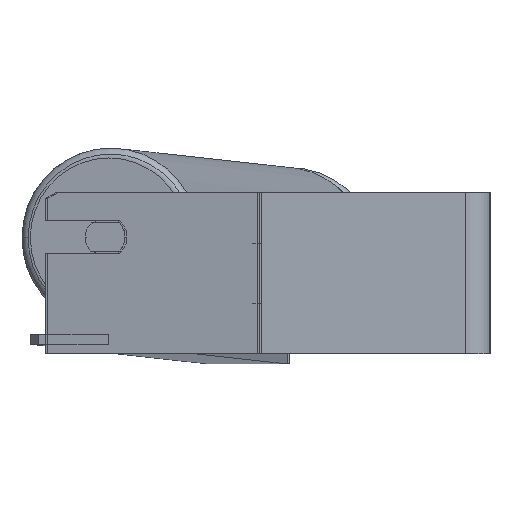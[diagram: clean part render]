
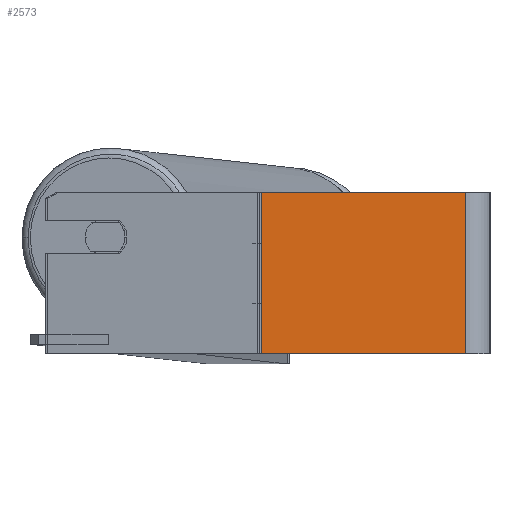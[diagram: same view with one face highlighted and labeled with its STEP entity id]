
A CAD part, left-side view. The second image highlights one B-rep face of the part: STEP entity #2573.
In plain terms, the highlighted planar face has unit normal (-1, 0, 0).
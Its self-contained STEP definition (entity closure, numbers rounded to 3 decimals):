
#359 = CARTESIAN_POINT ( 'NONE',  ( -800., 12., -40. ) ) ;
#474 = EDGE_CURVE ( 'NONE', #2862, #9097, #7770, .T. ) ;
#771 = ORIENTED_EDGE ( 'NONE', *, *, #3570, .F. ) ;
#1501 = VECTOR ( 'NONE', #8565, 1000. ) ;
#1584 = EDGE_LOOP ( 'NONE', ( #7764, #3620, #771, #7941 ) ) ;
#1712 = DIRECTION ( 'NONE',  ( 0., 0., -1. ) ) ;
#1750 = CARTESIAN_POINT ( 'NONE',  ( -800., 114.649, 40. ) ) ;
#2513 = PLANE ( 'NONE',  #3877 ) ;
#2573 = ADVANCED_FACE ( 'NONE', ( #4696 ), #2513, .F. ) ;
#2634 = CARTESIAN_POINT ( 'NONE',  ( -800., 113.599, -40. ) ) ;
#2642 = CARTESIAN_POINT ( 'NONE',  ( -800., 113.599, 40. ) ) ;
#2715 = CARTESIAN_POINT ( 'NONE',  ( -800., 114.649, 40. ) ) ;
#2846 = CARTESIAN_POINT ( 'NONE',  ( -800., 12., 40. ) ) ;
#2862 = VERTEX_POINT ( 'NONE', #4908 ) ;
#3496 = VECTOR ( 'NONE', #4130, 1000. ) ;
#3570 = EDGE_CURVE ( 'NONE', #2862, #4655, #6417, .T. ) ;
#3620 = ORIENTED_EDGE ( 'NONE', *, *, #8040, .F. ) ;
#3877 = AXIS2_PLACEMENT_3D ( 'NONE', #1750, #7425, #1712 ) ;
#4130 = DIRECTION ( 'NONE',  ( 0., 0., -1. ) ) ;
#4655 = VERTEX_POINT ( 'NONE', #2846 ) ;
#4696 = FACE_OUTER_BOUND ( 'NONE', #1584, .T. ) ;
#4707 = CARTESIAN_POINT ( 'NONE',  ( -800., 12., 40. ) ) ;
#4812 = DIRECTION ( 'NONE',  ( 0., 0., -1. ) ) ;
#4844 = VECTOR ( 'NONE', #4812, 1000. ) ;
#4908 = CARTESIAN_POINT ( 'NONE',  ( -800., 113.599, 40. ) ) ;
#5407 = VECTOR ( 'NONE', #9299, 1000. ) ;
#5715 = CARTESIAN_POINT ( 'NONE',  ( -800., 114.649, -40. ) ) ;
#6181 = LINE ( 'NONE', #4707, #3496 ) ;
#6337 = LINE ( 'NONE', #5715, #1501 ) ;
#6417 = LINE ( 'NONE', #2715, #5407 ) ;
#6522 = EDGE_CURVE ( 'NONE', #9097, #7582, #6337, .T. ) ;
#7425 = DIRECTION ( 'NONE',  ( 1., 0., 0. ) ) ;
#7582 = VERTEX_POINT ( 'NONE', #359 ) ;
#7764 = ORIENTED_EDGE ( 'NONE', *, *, #6522, .T. ) ;
#7770 = LINE ( 'NONE', #2642, #4844 ) ;
#7941 = ORIENTED_EDGE ( 'NONE', *, *, #474, .T. ) ;
#8040 = EDGE_CURVE ( 'NONE', #4655, #7582, #6181, .T. ) ;
#8565 = DIRECTION ( 'NONE',  ( 0., -1., 0. ) ) ;
#9097 = VERTEX_POINT ( 'NONE', #2634 ) ;
#9299 = DIRECTION ( 'NONE',  ( 0., -1., 0. ) ) ;
